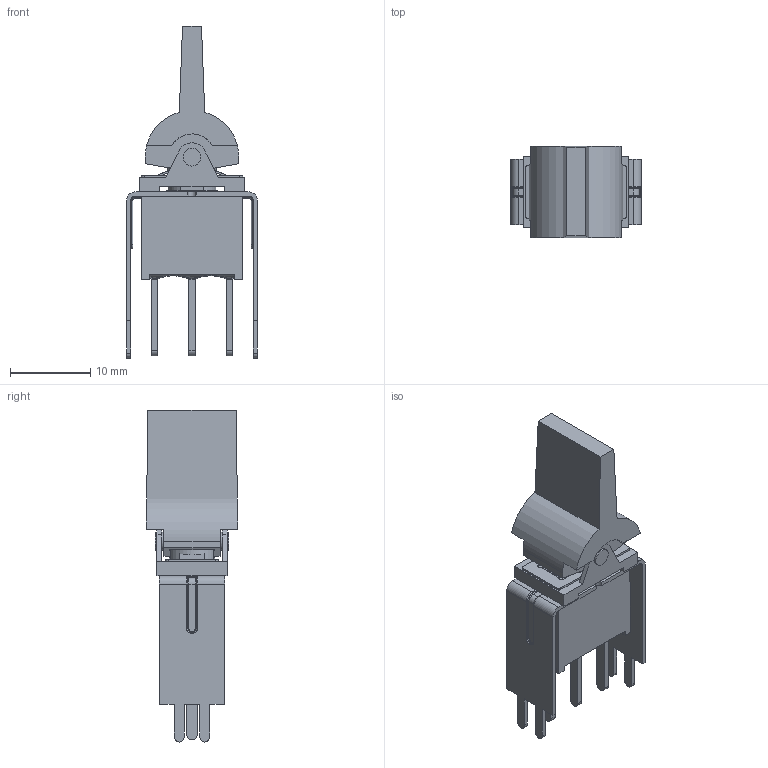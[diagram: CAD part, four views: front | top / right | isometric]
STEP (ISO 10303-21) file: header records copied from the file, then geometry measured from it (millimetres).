
FILE_DESCRIPTION(/* description */ (''),/* implementation_level */ '2;1');
FILE_NAME(/* name */ '300AWSPxJ6xxxVS3xE.stp',/* time_stamp */ '2025-05-13T16:34:00-05:00',/* author */ ('mroman'),/* organization */ (''),/* preprocessor_version */ 'ST-DEVELOPER v18.1',/* originating_system */ 'Autodesk Inventor 2022',/* authorisation */ '');
FILE_SCHEMA (('AUTOMOTIVE_DESIGN { 1 0 10303 214 3 1 1 }'));
Length unit declared in the file: inch
Products named in the file (1): 300AWSPxJ6xxxVS3xE
Bounding box: 16.26 x 11.43 x 41.38 mm (x, y, z)
Volume: 1924.1 mm3; surface area: 2967.2 mm2
Topology: 1 solids, 1 shells, 355 faces, 957 edges, 610 vertices
Faces by surface type: plane 186, cylinder 119, torus 38, bspline 12
Full cylindrical faces by diameter (mm): 2.2 x4
Entity records: 11749 total; most frequent: CARTESIAN_POINT 2746, ORIENTED_EDGE 1914, DIRECTION 1845, EDGE_CURVE 957, AXIS2_PLACEMENT_3D 624, VERTEX_POINT 610, LINE 597, VECTOR 597
